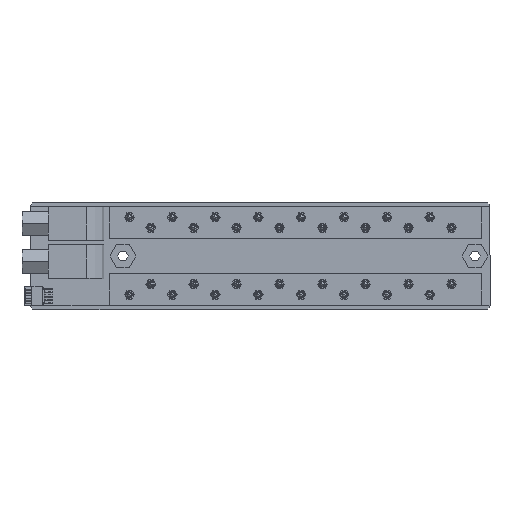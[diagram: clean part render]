
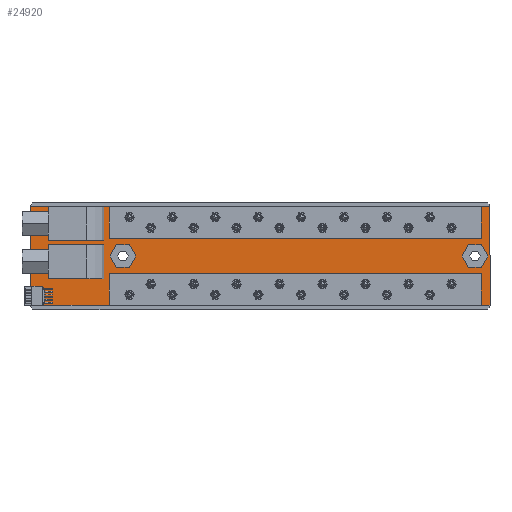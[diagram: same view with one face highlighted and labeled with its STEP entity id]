
A CAD part, top view. The second image highlights one B-rep face of the part: STEP entity #24920.
In plain terms, the highlighted face is planar.
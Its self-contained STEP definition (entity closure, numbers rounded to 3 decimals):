
#159 = CARTESIAN_POINT ( 'NONE',  ( 53.5, -11.5, 0. ) ) ;
#778 = EDGE_CURVE ( 'NONE', #11046, #15378, #12599, .T. ) ;
#888 = LINE ( 'NONE', #3250, #25637 ) ;
#1018 = DIRECTION ( 'NONE',  ( 1., 0., 0. ) ) ;
#1126 = DIRECTION ( 'NONE',  ( 0., 0., 1. ) ) ;
#1338 = VECTOR ( 'NONE', #10905, 1000. ) ;
#1636 = ORIENTED_EDGE ( 'NONE', *, *, #17127, .T. ) ;
#1676 = PLANE ( 'NONE',  #4706 ) ;
#1684 = EDGE_CURVE ( 'NONE', #16810, #26573, #29246, .T. ) ;
#2063 = LINE ( 'NONE', #9312, #1338 ) ;
#2258 = EDGE_CURVE ( 'NONE', #18712, #14952, #2063, .T. ) ;
#2389 = CARTESIAN_POINT ( 'NONE',  ( -35.15, 11.5, 0. ) ) ;
#2594 = FACE_OUTER_BOUND ( 'NONE', #22817, .T. ) ;
#2598 = LINE ( 'NONE', #17163, #17916 ) ;
#2632 = CARTESIAN_POINT ( 'NONE',  ( 51.5, -11.5, 0. ) ) ;
#2916 = VERTEX_POINT ( 'NONE', #13249 ) ;
#3044 = CARTESIAN_POINT ( 'NONE',  ( 0., 0., 0. ) ) ;
#3190 = CARTESIAN_POINT ( 'NONE',  ( 0., -11.5, 0. ) ) ;
#3250 = CARTESIAN_POINT ( 'NONE',  ( 0., 11.5, 0. ) ) ;
#3307 = DIRECTION ( 'NONE',  ( -1., 0., 0. ) ) ;
#3431 = EDGE_CURVE ( 'NONE', #11437, #18712, #888, .T. ) ;
#3459 = LINE ( 'NONE', #25943, #19350 ) ;
#3654 = VECTOR ( 'NONE', #11860, 1000. ) ;
#4066 = VERTEX_POINT ( 'NONE', #23152 ) ;
#4706 = AXIS2_PLACEMENT_3D ( 'NONE', #3044, #1126, #1018 ) ;
#4831 = LINE ( 'NONE', #3190, #20854 ) ;
#4853 = CIRCLE ( 'NONE', #14078, 3. ) ;
#4878 = AXIS2_PLACEMENT_3D ( 'NONE', #18008, #17930, #17755 ) ;
#5321 = EDGE_CURVE ( 'NONE', #4066, #15159, #3459, .T. ) ;
#5695 = CARTESIAN_POINT ( 'NONE',  ( 0., -11.5, 0. ) ) ;
#5739 = DIRECTION ( 'NONE',  ( -1., 0., 0. ) ) ;
#5856 = VERTEX_POINT ( 'NONE', #19253 ) ;
#5997 = LINE ( 'NONE', #17038, #12852 ) ;
#6095 = DIRECTION ( 'NONE',  ( -1., 0., 0. ) ) ;
#6344 = CARTESIAN_POINT ( 'NONE',  ( 53.5, 11.5, 0. ) ) ;
#6686 = ORIENTED_EDGE ( 'NONE', *, *, #29921, .T. ) ;
#7206 = DIRECTION ( 'NONE',  ( -1., 0., 0. ) ) ;
#7708 = ORIENTED_EDGE ( 'NONE', *, *, #16157, .F. ) ;
#7773 = EDGE_LOOP ( 'NONE', ( #13150, #24423 ) ) ;
#7905 = VECTOR ( 'NONE', #5739, 1000. ) ;
#8130 = CARTESIAN_POINT ( 'NONE',  ( -35.15, -4.1, 0. ) ) ;
#8154 = CARTESIAN_POINT ( 'NONE',  ( 0., 4.1, 0. ) ) ;
#8407 = EDGE_CURVE ( 'NONE', #2916, #5856, #4853, .T. ) ;
#8500 = LINE ( 'NONE', #23386, #20469 ) ;
#8593 = CARTESIAN_POINT ( 'NONE',  ( -53.5, -11.5, 0. ) ) ;
#9312 = CARTESIAN_POINT ( 'NONE',  ( -53.5, 0., 0. ) ) ;
#9443 = FACE_BOUND ( 'NONE', #31999, .T. ) ;
#9634 = CIRCLE ( 'NONE', #28144, 3. ) ;
#9907 = CARTESIAN_POINT ( 'NONE',  ( 51.5, 11.5, 0. ) ) ;
#9912 = EDGE_CURVE ( 'NONE', #11046, #29530, #2598, .T. ) ;
#10635 = VERTEX_POINT ( 'NONE', #11720 ) ;
#10740 = CARTESIAN_POINT ( 'NONE',  ( -35.15, 4.1, 0. ) ) ;
#10789 = VERTEX_POINT ( 'NONE', #10740 ) ;
#10905 = DIRECTION ( 'NONE',  ( 0., -1., 0. ) ) ;
#11046 = VERTEX_POINT ( 'NONE', #6344 ) ;
#11299 = AXIS2_PLACEMENT_3D ( 'NONE', #13024, #32364, #15657 ) ;
#11437 = VERTEX_POINT ( 'NONE', #2389 ) ;
#11720 = CARTESIAN_POINT ( 'NONE',  ( -35.15, -11.5, 0. ) ) ;
#11860 = DIRECTION ( 'NONE',  ( 1., 0., 0. ) ) ;
#12599 = LINE ( 'NONE', #31184, #18567 ) ;
#12838 = CARTESIAN_POINT ( 'NONE',  ( 0., -4.1, 0. ) ) ;
#12852 = VECTOR ( 'NONE', #14688, 1000. ) ;
#13024 = CARTESIAN_POINT ( 'NONE',  ( -32., 0., 0. ) ) ;
#13150 = ORIENTED_EDGE ( 'NONE', *, *, #26835, .F. ) ;
#13249 = CARTESIAN_POINT ( 'NONE',  ( 47., 0., 0. ) ) ;
#13803 = ORIENTED_EDGE ( 'NONE', *, *, #28425, .F. ) ;
#14061 = LINE ( 'NONE', #19037, #26710 ) ;
#14076 = LINE ( 'NONE', #12838, #3654 ) ;
#14078 = AXIS2_PLACEMENT_3D ( 'NONE', #31888, #31845, #31779 ) ;
#14112 = VECTOR ( 'NONE', #7206, 1000. ) ;
#14446 = ORIENTED_EDGE ( 'NONE', *, *, #2258, .F. ) ;
#14688 = DIRECTION ( 'NONE',  ( 0., -1., 0. ) ) ;
#14952 = VERTEX_POINT ( 'NONE', #8593 ) ;
#15159 = VERTEX_POINT ( 'NONE', #2632 ) ;
#15378 = VERTEX_POINT ( 'NONE', #159 ) ;
#15657 = DIRECTION ( 'NONE',  ( 1., 0., 0. ) ) ;
#15967 = EDGE_CURVE ( 'NONE', #5856, #2916, #16418, .T. ) ;
#16081 = EDGE_CURVE ( 'NONE', #23566, #4066, #14076, .T. ) ;
#16157 = EDGE_CURVE ( 'NONE', #24059, #10789, #25950, .T. ) ;
#16418 = CIRCLE ( 'NONE', #4878, 3. ) ;
#16810 = VERTEX_POINT ( 'NONE', #28381 ) ;
#17038 = CARTESIAN_POINT ( 'NONE',  ( 51.5, 0., 0. ) ) ;
#17127 = EDGE_CURVE ( 'NONE', #15378, #15159, #4831, .T. ) ;
#17163 = CARTESIAN_POINT ( 'NONE',  ( 0., 11.5, 0. ) ) ;
#17469 = DIRECTION ( 'NONE',  ( -1., 0., 0. ) ) ;
#17755 = DIRECTION ( 'NONE',  ( 1., 0., 0. ) ) ;
#17916 = VECTOR ( 'NONE', #17469, 1000. ) ;
#17930 = DIRECTION ( 'NONE',  ( 0., 0., -1. ) ) ;
#18008 = CARTESIAN_POINT ( 'NONE',  ( 50., 0., 0. ) ) ;
#18567 = VECTOR ( 'NONE', #32539, 1000. ) ;
#18712 = VERTEX_POINT ( 'NONE', #19723 ) ;
#19037 = CARTESIAN_POINT ( 'NONE',  ( -35.15, 0., 0. ) ) ;
#19083 = DIRECTION ( 'NONE',  ( 0., 1., 0. ) ) ;
#19253 = CARTESIAN_POINT ( 'NONE',  ( 53., 0., 0. ) ) ;
#19350 = VECTOR ( 'NONE', #26539, 1000. ) ;
#19532 = EDGE_CURVE ( 'NONE', #10635, #23566, #8500, .T. ) ;
#19723 = CARTESIAN_POINT ( 'NONE',  ( -53.5, 11.5, 0. ) ) ;
#20153 = DIRECTION ( 'NONE',  ( 0., 1., 0. ) ) ;
#20469 = VECTOR ( 'NONE', #20153, 1000. ) ;
#20854 = VECTOR ( 'NONE', #3307, 1000. ) ;
#21370 = ORIENTED_EDGE ( 'NONE', *, *, #15967, .F. ) ;
#21472 = LINE ( 'NONE', #5695, #7905 ) ;
#21633 = EDGE_CURVE ( 'NONE', #29530, #24059, #5997, .T. ) ;
#22817 = EDGE_LOOP ( 'NONE', ( #25385, #32138, #29666, #6686, #14446, #26346, #13803, #7708, #28040, #24562, #27365, #1636 ) ) ;
#22989 = FACE_BOUND ( 'NONE', #7773, .T. ) ;
#23032 = ORIENTED_EDGE ( 'NONE', *, *, #8407, .F. ) ;
#23152 = CARTESIAN_POINT ( 'NONE',  ( 51.5, -4.1, 0. ) ) ;
#23386 = CARTESIAN_POINT ( 'NONE',  ( -35.15, 0., 0. ) ) ;
#23441 = CARTESIAN_POINT ( 'NONE',  ( 51.5, 4.1, 0. ) ) ;
#23566 = VERTEX_POINT ( 'NONE', #8130 ) ;
#24059 = VERTEX_POINT ( 'NONE', #23441 ) ;
#24423 = ORIENTED_EDGE ( 'NONE', *, *, #1684, .F. ) ;
#24562 = ORIENTED_EDGE ( 'NONE', *, *, #9912, .F. ) ;
#24920 = ADVANCED_FACE ( 'NONE', ( #22989, #9443, #2594 ), #1676, .F. ) ;
#25385 = ORIENTED_EDGE ( 'NONE', *, *, #5321, .F. ) ;
#25637 = VECTOR ( 'NONE', #6095, 1000. ) ;
#25943 = CARTESIAN_POINT ( 'NONE',  ( 51.5, 0., 0. ) ) ;
#25950 = LINE ( 'NONE', #8154, #14112 ) ;
#26346 = ORIENTED_EDGE ( 'NONE', *, *, #3431, .F. ) ;
#26539 = DIRECTION ( 'NONE',  ( 0., -1., 0. ) ) ;
#26573 = VERTEX_POINT ( 'NONE', #30104 ) ;
#26710 = VECTOR ( 'NONE', #19083, 1000. ) ;
#26835 = EDGE_CURVE ( 'NONE', #26573, #16810, #9634, .T. ) ;
#27365 = ORIENTED_EDGE ( 'NONE', *, *, #778, .T. ) ;
#28040 = ORIENTED_EDGE ( 'NONE', *, *, #21633, .F. ) ;
#28144 = AXIS2_PLACEMENT_3D ( 'NONE', #31691, #31957, #31950 ) ;
#28381 = CARTESIAN_POINT ( 'NONE',  ( -35., 0., 0. ) ) ;
#28425 = EDGE_CURVE ( 'NONE', #10789, #11437, #14061, .T. ) ;
#29246 = CIRCLE ( 'NONE', #11299, 3. ) ;
#29530 = VERTEX_POINT ( 'NONE', #9907 ) ;
#29666 = ORIENTED_EDGE ( 'NONE', *, *, #19532, .F. ) ;
#29921 = EDGE_CURVE ( 'NONE', #10635, #14952, #21472, .T. ) ;
#30104 = CARTESIAN_POINT ( 'NONE',  ( -29., 0., 0. ) ) ;
#31184 = CARTESIAN_POINT ( 'NONE',  ( 53.5, 0., 0. ) ) ;
#31691 = CARTESIAN_POINT ( 'NONE',  ( -32., 0., 0. ) ) ;
#31779 = DIRECTION ( 'NONE',  ( 1., 0., 0. ) ) ;
#31845 = DIRECTION ( 'NONE',  ( 0., 0., -1. ) ) ;
#31888 = CARTESIAN_POINT ( 'NONE',  ( 50., 0., 0. ) ) ;
#31950 = DIRECTION ( 'NONE',  ( 1., 0., 0. ) ) ;
#31957 = DIRECTION ( 'NONE',  ( 0., 0., -1. ) ) ;
#31999 = EDGE_LOOP ( 'NONE', ( #21370, #23032 ) ) ;
#32138 = ORIENTED_EDGE ( 'NONE', *, *, #16081, .F. ) ;
#32364 = DIRECTION ( 'NONE',  ( 0., 0., -1. ) ) ;
#32539 = DIRECTION ( 'NONE',  ( 0., -1., 0. ) ) ;
